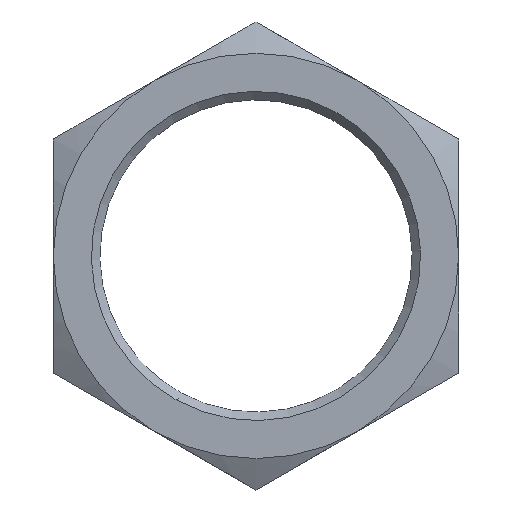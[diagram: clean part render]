
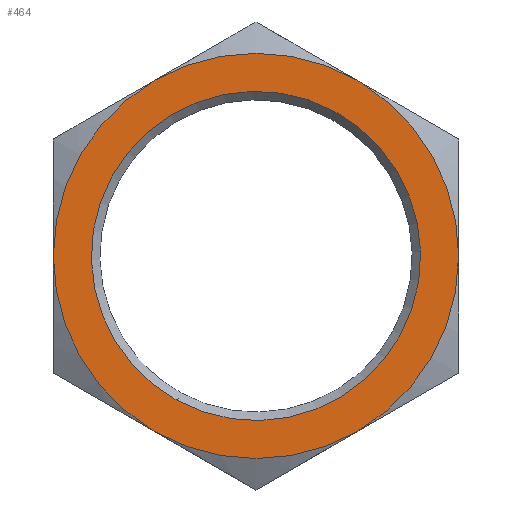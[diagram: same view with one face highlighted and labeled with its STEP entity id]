
A CAD part, top view. The second image highlights one B-rep face of the part: STEP entity #464.
In plain terms, the highlighted planar face has unit normal (0, 0, 1).
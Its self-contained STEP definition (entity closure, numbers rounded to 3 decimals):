
#39=AXIS2_PLACEMENT_3D('Circle Axis2P3D',#37,#38,$) ;
#74=AXIS2_PLACEMENT_3D('Circle Axis2P3D',#72,#73,$) ;
#404=AXIS2_PLACEMENT_3D('Plane Axis2P3D',#401,#402,#403) ;
#408=AXIS2_PLACEMENT_3D('Circle Axis2P3D',#406,#407,$) ;
#415=AXIS2_PLACEMENT_3D('Circle Axis2P3D',#413,#414,$) ;
#420=AXIS2_PLACEMENT_3D('Circle Axis2P3D',#418,#419,$) ;
#425=AXIS2_PLACEMENT_3D('Circle Axis2P3D',#423,#424,$) ;
#430=AXIS2_PLACEMENT_3D('Circle Axis2P3D',#428,#429,$) ;
#437=AXIS2_PLACEMENT_3D('Circle Axis2P3D',#435,#436,$) ;
#442=AXIS2_PLACEMENT_3D('Circle Axis2P3D',#440,#441,$) ;
#447=AXIS2_PLACEMENT_3D('Circle Axis2P3D',#445,#446,$) ;
#37=CARTESIAN_POINT('Axis2P3D Location',(12.,13.856,3.2)) ;
#41=CARTESIAN_POINT('Vertex',(7.326,5.3,3.2)) ;
#43=CARTESIAN_POINT('Vertex',(16.674,22.413,3.2)) ;
#72=CARTESIAN_POINT('Axis2P3D Location',(12.,13.856,3.2)) ;
#101=CARTESIAN_POINT('Vertex',(6.,3.464,3.2)) ;
#171=CARTESIAN_POINT('Vertex',(0.,13.856,3.2)) ;
#218=CARTESIAN_POINT('Vertex',(6.,24.249,3.2)) ;
#266=CARTESIAN_POINT('Vertex',(18.,24.249,3.2)) ;
#331=CARTESIAN_POINT('Vertex',(24.,13.856,3.2)) ;
#378=CARTESIAN_POINT('Vertex',(18.,3.464,3.2)) ;
#401=CARTESIAN_POINT('Axis2P3D Location',(12.,13.856,3.2)) ;
#406=CARTESIAN_POINT('Axis2P3D Location',(12.,13.856,3.2)) ;
#410=CARTESIAN_POINT('Vertex',(18.244,24.104,3.2)) ;
#413=CARTESIAN_POINT('Axis2P3D Location',(12.,13.856,3.2)) ;
#418=CARTESIAN_POINT('Axis2P3D Location',(12.,13.856,3.2)) ;
#423=CARTESIAN_POINT('Axis2P3D Location',(12.,13.856,3.2)) ;
#428=CARTESIAN_POINT('Axis2P3D Location',(12.,13.856,3.2)) ;
#432=CARTESIAN_POINT('Vertex',(5.756,3.609,3.2)) ;
#435=CARTESIAN_POINT('Axis2P3D Location',(12.,13.856,3.2)) ;
#440=CARTESIAN_POINT('Axis2P3D Location',(12.,13.856,3.2)) ;
#445=CARTESIAN_POINT('Axis2P3D Location',(12.,13.856,3.2)) ;
#38=DIRECTION('Axis2P3D Direction',(0.,0.,1.)) ;
#73=DIRECTION('Axis2P3D Direction',(0.,0.,1.)) ;
#402=DIRECTION('Axis2P3D Direction',(0.,0.,1.)) ;
#403=DIRECTION('Axis2P3D XDirection',(0.,-1.,0.)) ;
#407=DIRECTION('Axis2P3D Direction',(0.,0.,1.)) ;
#414=DIRECTION('Axis2P3D Direction',(0.,0.,1.)) ;
#419=DIRECTION('Axis2P3D Direction',(0.,0.,1.)) ;
#424=DIRECTION('Axis2P3D Direction',(0.,0.,1.)) ;
#429=DIRECTION('Axis2P3D Direction',(0.,0.,1.)) ;
#436=DIRECTION('Axis2P3D Direction',(0.,0.,1.)) ;
#441=DIRECTION('Axis2P3D Direction',(0.,0.,1.)) ;
#446=DIRECTION('Axis2P3D Direction',(0.,0.,1.)) ;
#451=ORIENTED_EDGE('',*,*,#412,.T.) ;
#452=ORIENTED_EDGE('',*,*,#417,.T.) ;
#453=ORIENTED_EDGE('',*,*,#422,.T.) ;
#454=ORIENTED_EDGE('',*,*,#427,.T.) ;
#455=ORIENTED_EDGE('',*,*,#434,.T.) ;
#456=ORIENTED_EDGE('',*,*,#439,.T.) ;
#457=ORIENTED_EDGE('',*,*,#444,.T.) ;
#458=ORIENTED_EDGE('',*,*,#449,.T.) ;
#461=ORIENTED_EDGE('',*,*,#76,.F.) ;
#462=ORIENTED_EDGE('',*,*,#45,.F.) ;
#463=FACE_BOUND('',#460,.T.) ;
#464=ADVANCED_FACE('Koerper.2',(#459,#463),#405,.T.) ;
#40=CIRCLE('generated circle',#39,9.75) ;
#75=CIRCLE('generated circle',#74,9.75) ;
#409=CIRCLE('generated circle',#408,12.) ;
#416=CIRCLE('generated circle',#415,12.) ;
#421=CIRCLE('generated circle',#420,12.) ;
#426=CIRCLE('generated circle',#425,12.) ;
#431=CIRCLE('generated circle',#430,12.) ;
#438=CIRCLE('generated circle',#437,12.) ;
#443=CIRCLE('generated circle',#442,12.) ;
#448=CIRCLE('generated circle',#447,12.) ;
#45=EDGE_CURVE('',#42,#44,#40,.T.) ;
#76=EDGE_CURVE('',#44,#42,#75,.T.) ;
#412=EDGE_CURVE('',#332,#411,#409,.T.) ;
#417=EDGE_CURVE('',#411,#267,#416,.T.) ;
#422=EDGE_CURVE('',#267,#219,#421,.T.) ;
#427=EDGE_CURVE('',#219,#172,#426,.T.) ;
#434=EDGE_CURVE('',#172,#433,#431,.T.) ;
#439=EDGE_CURVE('',#433,#102,#438,.T.) ;
#444=EDGE_CURVE('',#102,#379,#443,.T.) ;
#449=EDGE_CURVE('',#379,#332,#448,.T.) ;
#450=EDGE_LOOP('',(#451,#452,#453,#454,#455,#456,#457,#458)) ;
#460=EDGE_LOOP('',(#461,#462)) ;
#459=FACE_OUTER_BOUND('',#450,.T.) ;
#405=PLANE('',#404) ;
#42=VERTEX_POINT('',#41) ;
#44=VERTEX_POINT('',#43) ;
#102=VERTEX_POINT('',#101) ;
#172=VERTEX_POINT('',#171) ;
#219=VERTEX_POINT('',#218) ;
#267=VERTEX_POINT('',#266) ;
#332=VERTEX_POINT('',#331) ;
#379=VERTEX_POINT('',#378) ;
#411=VERTEX_POINT('',#410) ;
#433=VERTEX_POINT('',#432) ;
